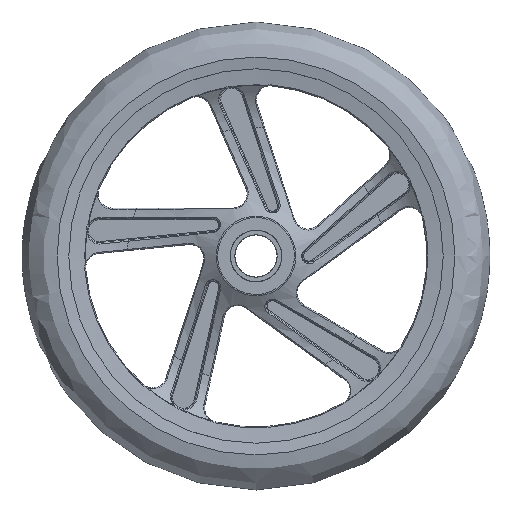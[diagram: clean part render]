
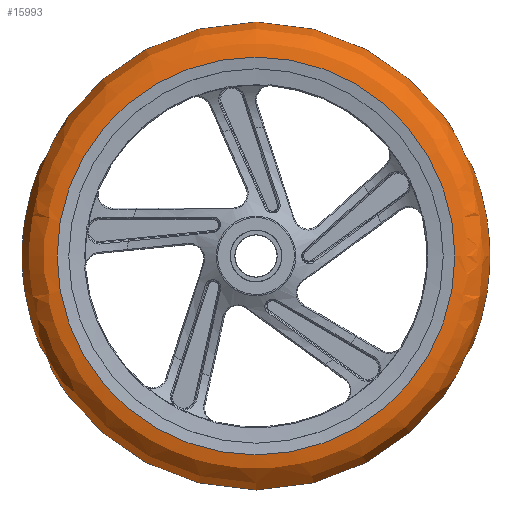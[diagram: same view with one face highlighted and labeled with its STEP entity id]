
A CAD part, left-side view. The second image highlights one B-rep face of the part: STEP entity #15993.
In plain terms, the highlighted free-form (B-spline) face has degree [3, 3] with [4, 7] control points.
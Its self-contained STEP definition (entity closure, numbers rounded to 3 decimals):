
#518 = CARTESIAN_POINT ( 'NONE',  ( -15., -85., 0. ) ) ;
#602 = CARTESIAN_POINT ( 'NONE',  ( 15., -115., -230. ) ) ;
#2534 = VERTEX_POINT ( 'NONE', #18212 ) ;
#2569 = CARTESIAN_POINT ( 'NONE',  ( -15., -115., 230. ) ) ;
#2659 = CARTESIAN_POINT ( 'NONE',  ( 15., -85., 0. ) ) ;
#3207 = CARTESIAN_POINT ( 'NONE',  ( 15., 0., 0. ) ) ;
#3433 = EDGE_LOOP ( 'NONE', ( #17527 ) ) ;
#3862 =( BOUNDED_SURFACE ( )  B_SPLINE_SURFACE ( 3, 3, ( 
 ( #8484, #16507, #22360, #10641, #24262, #12613, #518 ),
 ( #14594, #2569, #16585, #4636, #18547, #6669, #20511 ),
 ( #8744, #22431, #10735, #24350, #12701, #602, #14678 ),
 ( #2659, #16673, #4721, #18631, #6756, #20599, #8844 ) ),
 .UNSPECIFIED., .F., .T., .F. ) 
 B_SPLINE_SURFACE_WITH_KNOTS ( ( 4, 4 ),
 ( 4, 3, 4 ),
 ( 0., 1. ),
 ( 0., 0.5, 1. ),
 .UNSPECIFIED. ) 
 GEOMETRIC_REPRESENTATION_ITEM ( )  RATIONAL_B_SPLINE_SURFACE ( (
 ( 1., 0.333, 0.333, 1., 0.333, 0.333, 1.),
 ( 0.333, 0.111, 0.111, 0.333, 0.111, 0.111, 0.333),
 ( 0.333, 0.111, 0.111, 0.333, 0.111, 0.111, 0.333),
 ( 1., 0.333, 0.333, 1., 0.333, 0.333, 1.) ) ) 
 REPRESENTATION_ITEM ( '' )  SURFACE ( )  );
#4636 = CARTESIAN_POINT ( 'NONE',  ( -15., 115., 0. ) ) ;
#4721 = CARTESIAN_POINT ( 'NONE',  ( 15., 85., 170. ) ) ;
#5294 = CIRCLE ( 'NONE', #14703, 85. ) ;
#5300 = DIRECTION ( 'NONE',  ( 0., -1., 0. ) ) ;
#6669 = CARTESIAN_POINT ( 'NONE',  ( -15., -115., -230. ) ) ;
#6756 = CARTESIAN_POINT ( 'NONE',  ( 15., 85., -170. ) ) ;
#7034 = DIRECTION ( 'NONE',  ( 1., 0., 0. ) ) ;
#7313 = VERTEX_POINT ( 'NONE', #14248 ) ;
#8484 = CARTESIAN_POINT ( 'NONE',  ( -15., -85., 0. ) ) ;
#8744 = CARTESIAN_POINT ( 'NONE',  ( 15., -115., 0. ) ) ;
#8844 = CARTESIAN_POINT ( 'NONE',  ( 15., -85., 0. ) ) ;
#10641 = CARTESIAN_POINT ( 'NONE',  ( -15., 85., 0. ) ) ;
#10735 = CARTESIAN_POINT ( 'NONE',  ( 15., 115., 230. ) ) ;
#12613 = CARTESIAN_POINT ( 'NONE',  ( -15., -85., -170. ) ) ;
#12701 = CARTESIAN_POINT ( 'NONE',  ( 15., 115., -230. ) ) ;
#13109 = CIRCLE ( 'NONE', #17068, 85. ) ;
#13916 = ORIENTED_EDGE ( 'NONE', *, *, #18455, .T. ) ;
#14248 = CARTESIAN_POINT ( 'NONE',  ( 15., -85., 0. ) ) ;
#14594 = CARTESIAN_POINT ( 'NONE',  ( -15., -115., 0. ) ) ;
#14678 = CARTESIAN_POINT ( 'NONE',  ( 15., -115., 0. ) ) ;
#14703 = AXIS2_PLACEMENT_3D ( 'NONE', #3207, #17206, #5300 ) ;
#15834 = EDGE_CURVE ( 'NONE', #7313, #7313, #5294, .T. ) ;
#15993 = ADVANCED_FACE ( 'NONE', ( #17732, #17119 ), #3862, .T. ) ;
#16507 = CARTESIAN_POINT ( 'NONE',  ( -15., -85., 170. ) ) ;
#16585 = CARTESIAN_POINT ( 'NONE',  ( -15., 115., 230. ) ) ;
#16673 = CARTESIAN_POINT ( 'NONE',  ( 15., -85., 170. ) ) ;
#17068 = AXIS2_PLACEMENT_3D ( 'NONE', #18898, #7034, #20856 ) ;
#17119 = FACE_OUTER_BOUND ( 'NONE', #23099, .T. ) ;
#17206 = DIRECTION ( 'NONE',  ( -1., 0., 0. ) ) ;
#17527 = ORIENTED_EDGE ( 'NONE', *, *, #15834, .T. ) ;
#17732 = FACE_OUTER_BOUND ( 'NONE', #3433, .T. ) ;
#18212 = CARTESIAN_POINT ( 'NONE',  ( -15., -85., 0. ) ) ;
#18455 = EDGE_CURVE ( 'NONE', #2534, #2534, #13109, .T. ) ;
#18547 = CARTESIAN_POINT ( 'NONE',  ( -15., 115., -230. ) ) ;
#18631 = CARTESIAN_POINT ( 'NONE',  ( 15., 85., 0. ) ) ;
#18898 = CARTESIAN_POINT ( 'NONE',  ( -15., 0., 0. ) ) ;
#20511 = CARTESIAN_POINT ( 'NONE',  ( -15., -115., 0. ) ) ;
#20599 = CARTESIAN_POINT ( 'NONE',  ( 15., -85., -170. ) ) ;
#20856 = DIRECTION ( 'NONE',  ( 0., -1., 0. ) ) ;
#22360 = CARTESIAN_POINT ( 'NONE',  ( -15., 85., 170. ) ) ;
#22431 = CARTESIAN_POINT ( 'NONE',  ( 15., -115., 230. ) ) ;
#23099 = EDGE_LOOP ( 'NONE', ( #13916 ) ) ;
#24262 = CARTESIAN_POINT ( 'NONE',  ( -15., 85., -170. ) ) ;
#24350 = CARTESIAN_POINT ( 'NONE',  ( 15., 115., 0. ) ) ;
